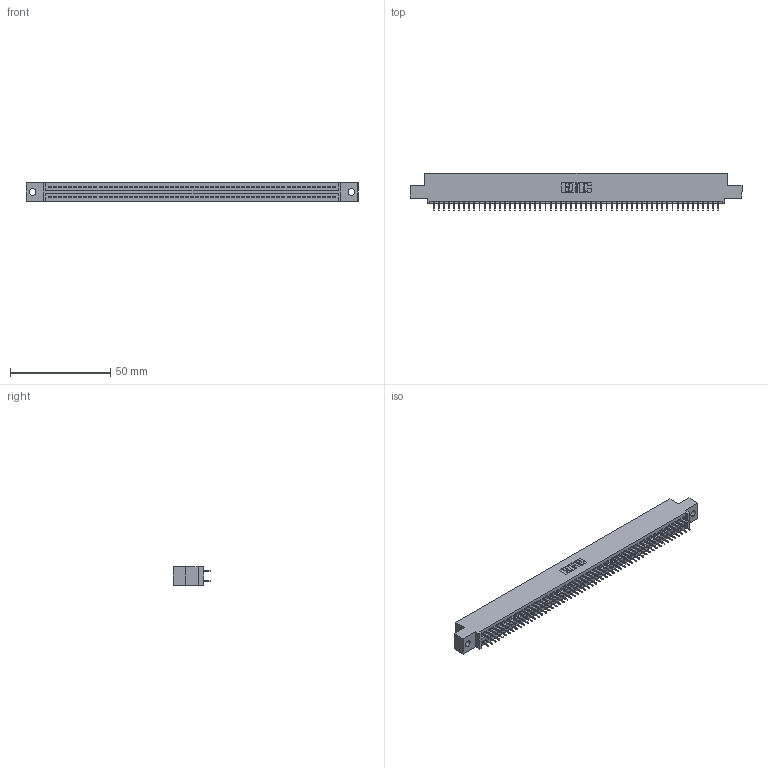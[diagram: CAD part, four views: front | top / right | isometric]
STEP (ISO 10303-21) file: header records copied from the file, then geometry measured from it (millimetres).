
FILE_DESCRIPTION (( 'STEP AP203' ), '1' );
FILE_NAME ('395-114-525-502.STEP', '2020-09-25T20:18:41', ( '' ), ( '' ), 'SwSTEP 2.0', 'SolidWorks 2020', '' );
FILE_SCHEMA (( 'CONFIG_CONTROL_DESIGN' ));
Length unit declared in the file: inch
Products named in the file (3): 345 Part_0.110 Offset - 0.128 Dia; 395-114-525-502; 345-292-001_345-293-125
Assembly tree (115 placements, depth 2):
  395-114-525-502
    345 Part_0.110 Offset - 0.128 Dia
    345-292-001_345-293-125  x114
Bounding box: 165.99 x 18.72 x 9.4 mm (x, y, z)
Volume: 15965.9 mm3; surface area: 23145.4 mm2
Topology: 115 solids, 115 shells, 6286 faces, 17795 edges, 11406 vertices
Faces by surface type: plane 4530, cylinder 1756
Entity records: 42913 total; most frequent: CARTESIAN_POINT 7180, ORIENTED_EDGE 7114, DIRECTION 6313, EDGE_CURVE 3557, VECTOR 3201, LINE 3201, VERTEX_POINT 2366, AXIS2_PLACEMENT_3D 1556
